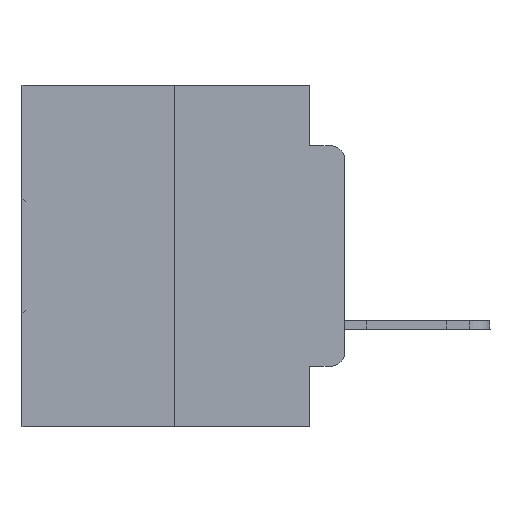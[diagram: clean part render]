
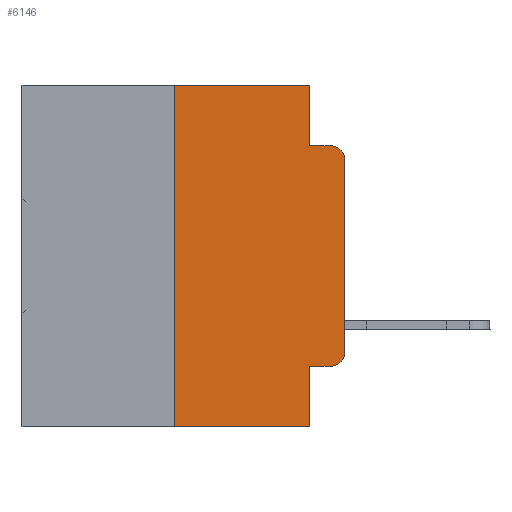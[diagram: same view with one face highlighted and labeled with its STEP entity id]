
A CAD part, left-side view. The second image highlights one B-rep face of the part: STEP entity #6146.
In plain terms, the highlighted planar face has unit normal (-1, 0, 0).
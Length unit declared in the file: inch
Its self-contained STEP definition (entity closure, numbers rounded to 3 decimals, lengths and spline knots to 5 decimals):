
#435 = DIRECTION ( 'NONE',  ( -1., 0., 0. ) ) ;
#972 = CARTESIAN_POINT ( 'NONE',  ( 0., 0.25, -0.5 ) ) ;
#1216 = VECTOR ( 'NONE', #30015, 39.37008 ) ;
#1877 = CARTESIAN_POINT ( 'NONE',  ( 0., 0., -0.1085 ) ) ;
#2272 = EDGE_CURVE ( 'NONE', #16509, #22663, #8548, .T. ) ;
#2474 = EDGE_CURVE ( 'NONE', #30621, #23481, #18328, .T. ) ;
#2579 = VERTEX_POINT ( 'NONE', #20496 ) ;
#2936 = CARTESIAN_POINT ( 'NONE',  ( 0., 0.051, 0. ) ) ;
#3199 = EDGE_CURVE ( 'NONE', #23481, #9806, #19112, .T. ) ;
#3433 = EDGE_CURVE ( 'NONE', #2579, #26356, #10256, .T. ) ;
#3956 = CARTESIAN_POINT ( 'NONE',  ( 0., 0.473, 0. ) ) ;
#4422 = CARTESIAN_POINT ( 'NONE',  ( 0., 0.051, -0.0885 ) ) ;
#5491 = ORIENTED_EDGE ( 'NONE', *, *, #2272, .T. ) ;
#5492 = CIRCLE ( 'NONE', #10777, 0.02 ) ;
#5858 = VECTOR ( 'NONE', #24227, 39.37008 ) ;
#5865 = CARTESIAN_POINT ( 'NONE',  ( 0., 0.051, 0. ) ) ;
#6146 = ADVANCED_FACE ( 'NONE', ( #10034 ), #18360, .F. ) ;
#7794 = CARTESIAN_POINT ( 'NONE',  ( 0., 0.051, -0.4115 ) ) ;
#7956 = DIRECTION ( 'NONE',  ( 0., -1., 0. ) ) ;
#8039 = CARTESIAN_POINT ( 'NONE',  ( 0., 0., -0.3915 ) ) ;
#8548 = LINE ( 'NONE', #26646, #28866 ) ;
#8673 = ORIENTED_EDGE ( 'NONE', *, *, #15796, .F. ) ;
#8720 = LINE ( 'NONE', #21681, #19707 ) ;
#9531 = EDGE_CURVE ( 'NONE', #22663, #14828, #20112, .T. ) ;
#9806 = VERTEX_POINT ( 'NONE', #20001 ) ;
#10034 = FACE_OUTER_BOUND ( 'NONE', #23720, .T. ) ;
#10256 = LINE ( 'NONE', #2936, #27090 ) ;
#10496 = ORIENTED_EDGE ( 'NONE', *, *, #20228, .T. ) ;
#10777 = AXIS2_PLACEMENT_3D ( 'NONE', #26037, #435, #17932 ) ;
#10786 = EDGE_CURVE ( 'NONE', #9806, #25441, #23318, .T. ) ;
#11150 = ORIENTED_EDGE ( 'NONE', *, *, #10786, .F. ) ;
#11862 = CARTESIAN_POINT ( 'NONE',  ( 0., 0.02, -0.4115 ) ) ;
#12540 = DIRECTION ( 'NONE',  ( 0., 0., -1. ) ) ;
#12544 = VECTOR ( 'NONE', #7956, 39.37008 ) ;
#13028 = CARTESIAN_POINT ( 'NONE',  ( 0., 0.473, 0. ) ) ;
#13180 = DIRECTION ( 'NONE',  ( -1., 0., 0. ) ) ;
#13997 = CARTESIAN_POINT ( 'NONE',  ( 0., 0.02, -0.0885 ) ) ;
#14196 = DIRECTION ( 'NONE',  ( 0., 0., 1. ) ) ;
#14743 = LINE ( 'NONE', #4422, #1216 ) ;
#14828 = VERTEX_POINT ( 'NONE', #13997 ) ;
#15746 = CARTESIAN_POINT ( 'NONE',  ( 0., 0.051, -0.0885 ) ) ;
#15796 = EDGE_CURVE ( 'NONE', #25441, #14828, #14743, .T. ) ;
#16224 = AXIS2_PLACEMENT_3D ( 'NONE', #13028, #23150, #12540 ) ;
#16345 = DIRECTION ( 'NONE',  ( 0., 0., -1. ) ) ;
#16509 = VERTEX_POINT ( 'NONE', #8039 ) ;
#17746 = ORIENTED_EDGE ( 'NONE', *, *, #27263, .T. ) ;
#17899 = VERTEX_POINT ( 'NONE', #11862 ) ;
#17932 = DIRECTION ( 'NONE',  ( 0., 0., -1. ) ) ;
#17998 = ORIENTED_EDGE ( 'NONE', *, *, #3199, .F. ) ;
#18328 = LINE ( 'NONE', #18495, #23024 ) ;
#18360 = PLANE ( 'NONE',  #16224 ) ;
#18495 = CARTESIAN_POINT ( 'NONE',  ( 0., 0.25, 0. ) ) ;
#19112 = LINE ( 'NONE', #3956, #5858 ) ;
#19579 = AXIS2_PLACEMENT_3D ( 'NONE', #26309, #13180, #23314 ) ;
#19707 = VECTOR ( 'NONE', #31817, 39.37008 ) ;
#20001 = CARTESIAN_POINT ( 'NONE',  ( 0., 0.051, 0. ) ) ;
#20112 = CIRCLE ( 'NONE', #19579, 0.02 ) ;
#20164 = VECTOR ( 'NONE', #16345, 39.37008 ) ;
#20228 = EDGE_CURVE ( 'NONE', #2579, #17899, #30713, .T. ) ;
#20496 = CARTESIAN_POINT ( 'NONE',  ( 0., 0.051, -0.4115 ) ) ;
#21681 = CARTESIAN_POINT ( 'NONE',  ( 0., 0.473, -0.5 ) ) ;
#22663 = VERTEX_POINT ( 'NONE', #1877 ) ;
#23024 = VECTOR ( 'NONE', #25608, 39.37008 ) ;
#23150 = DIRECTION ( 'NONE',  ( 1., 0., 0. ) ) ;
#23314 = DIRECTION ( 'NONE',  ( 0., 0., -1. ) ) ;
#23318 = LINE ( 'NONE', #5865, #20164 ) ;
#23481 = VERTEX_POINT ( 'NONE', #30163 ) ;
#23720 = EDGE_LOOP ( 'NONE', ( #5491, #29884, #8673, #11150, #17998, #29836, #17746, #25561, #10496, #24763 ) ) ;
#24227 = DIRECTION ( 'NONE',  ( 0., -1., 0. ) ) ;
#24763 = ORIENTED_EDGE ( 'NONE', *, *, #29613, .T. ) ;
#25441 = VERTEX_POINT ( 'NONE', #15746 ) ;
#25561 = ORIENTED_EDGE ( 'NONE', *, *, #3433, .F. ) ;
#25608 = DIRECTION ( 'NONE',  ( 0., 0., 1. ) ) ;
#26037 = CARTESIAN_POINT ( 'NONE',  ( 0., 0.02, -0.3915 ) ) ;
#26309 = CARTESIAN_POINT ( 'NONE',  ( 0., 0.02, -0.1085 ) ) ;
#26356 = VERTEX_POINT ( 'NONE', #31229 ) ;
#26646 = CARTESIAN_POINT ( 'NONE',  ( 0., 0., 0. ) ) ;
#27090 = VECTOR ( 'NONE', #30200, 39.37008 ) ;
#27263 = EDGE_CURVE ( 'NONE', #30621, #26356, #8720, .T. ) ;
#28866 = VECTOR ( 'NONE', #14196, 39.37008 ) ;
#29613 = EDGE_CURVE ( 'NONE', #17899, #16509, #5492, .T. ) ;
#29836 = ORIENTED_EDGE ( 'NONE', *, *, #2474, .F. ) ;
#29884 = ORIENTED_EDGE ( 'NONE', *, *, #9531, .T. ) ;
#30015 = DIRECTION ( 'NONE',  ( 0., -1., 0. ) ) ;
#30163 = CARTESIAN_POINT ( 'NONE',  ( 0., 0.25, 0. ) ) ;
#30200 = DIRECTION ( 'NONE',  ( 0., 0., -1. ) ) ;
#30621 = VERTEX_POINT ( 'NONE', #972 ) ;
#30713 = LINE ( 'NONE', #7794, #12544 ) ;
#31229 = CARTESIAN_POINT ( 'NONE',  ( 0., 0.051, -0.5 ) ) ;
#31817 = DIRECTION ( 'NONE',  ( 0., -1., 0. ) ) ;
